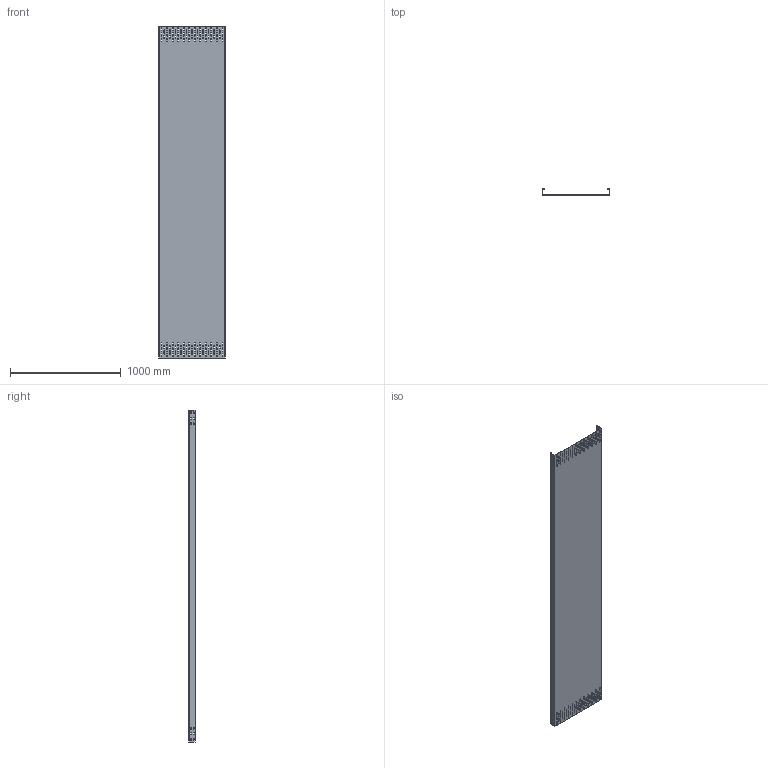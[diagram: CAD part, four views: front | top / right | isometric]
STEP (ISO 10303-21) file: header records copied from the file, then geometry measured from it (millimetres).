
FILE_DESCRIPTION(/* description */ (''),/* implementation_level */ '2;1');
FILE_NAME(/* name */ '6056997',/* time_stamp */ '2014-08-29T09:10:41+02:00',/* author */ (''),/* organization */ (''),/* preprocessor_version */ 'ST-DEVELOPER v15',/* originating_system */ '',/* authorisation */ '');
FILE_SCHEMA (('AUTOMOTIVE_DESIGN'));
Length unit declared in the file: millimetre
Products named in the file (1): Document
Bounding box: 600 x 61 x 3000 mm (x, y, z)
Volume: 2170219 mm3; surface area: 4443364.5 mm2
Topology: 1 solids, 1 shells, 578 faces, 1728 edges, 1152 vertices
Faces by surface type: plane 290, bspline 288
Entity records: 22505 total; most frequent: CARTESIAN_POINT 11828, ORIENTED_EDGE 3456, EDGE_CURVE 1728, B_SPLINE_CURVE_WITH_KNOTS 1152, VERTEX_POINT 1152, EDGE_LOOP 858, ADVANCED_FACE 578, FACE_OUTER_BOUND 578
